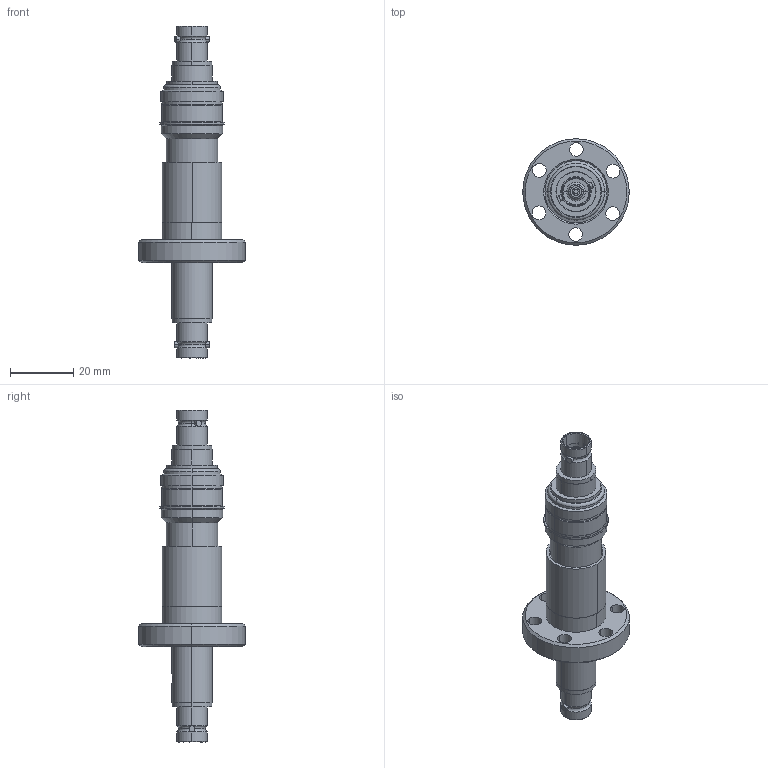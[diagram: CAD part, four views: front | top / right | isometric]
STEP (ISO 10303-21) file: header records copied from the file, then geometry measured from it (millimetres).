
FILE_DESCRIPTION (( 'STEP AP203' ), '1' );
FILE_NAME ('A0474-1-CF.STEP', '2012-04-04T19:53:31', ( '' ), ( '' ), 'SwSTEP 2.0', 'SolidWorks 2011', '' );
FILE_SCHEMA (( 'CONFIG_CONTROL_DESIGN' ));
Length unit declared in the file: inch
Products named in the file (1): A0474-1-CF
Bounding box: 33.78 x 33.78 x 105.26 mm (x, y, z)
Volume: 14780.5 mm3; surface area: 18138.7 mm2
Topology: 1 solids, 3 shells, 264 faces, 604 edges, 382 vertices
Faces by surface type: cylinder 142, plane 54, torus 34, cone 34
Entity records: 8330 total; most frequent: CARTESIAN_POINT 1970, DIRECTION 1474, ORIENTED_EDGE 1208, AXIS2_PLACEMENT_3D 637, EDGE_CURVE 604, VERTEX_POINT 382, CIRCLE 372, EDGE_LOOP 318
